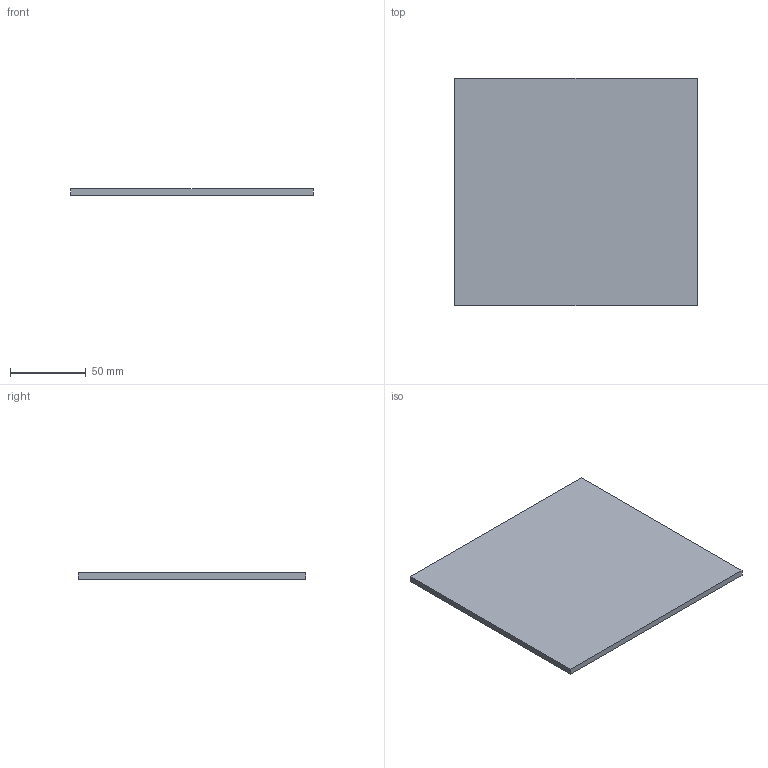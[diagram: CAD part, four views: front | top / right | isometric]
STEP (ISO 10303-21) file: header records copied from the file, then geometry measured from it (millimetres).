
FILE_DESCRIPTION(('FreeCAD Model'),'2;1');
FILE_NAME('Open CASCADE Shape Model','2023-05-04T18:25:08',('FreeCAD'),( 'FreeCAD'),'Open CASCADE STEP processor 7.6','FreeCAD','Unknown');
FILE_SCHEMA(('AUTOMOTIVE_DESIGN { 1 0 10303 214 1 1 1 1 }'));
Length unit declared in the file: millimetre
Products named in the file (1): Open CASCADE STEP translator 7.6 9
Bounding box: 160 x 150.2 x 4 mm (x, y, z)
Volume: 88228.1 mm3; surface area: 50934.5 mm2
Topology: 1 solids, 1 shells, 132 faces, 284 edges, 156 vertices
Faces by surface type: plane 132
Entity records: 7054 total; most frequent: CARTESIAN_POINT 1157, DIRECTION 1102, LINE 836, VECTOR 836, ORIENTED_EDGE 568, PCURVE 568, DEFINITIONAL_REPRESENTATION 568, EDGE_CURVE 284
